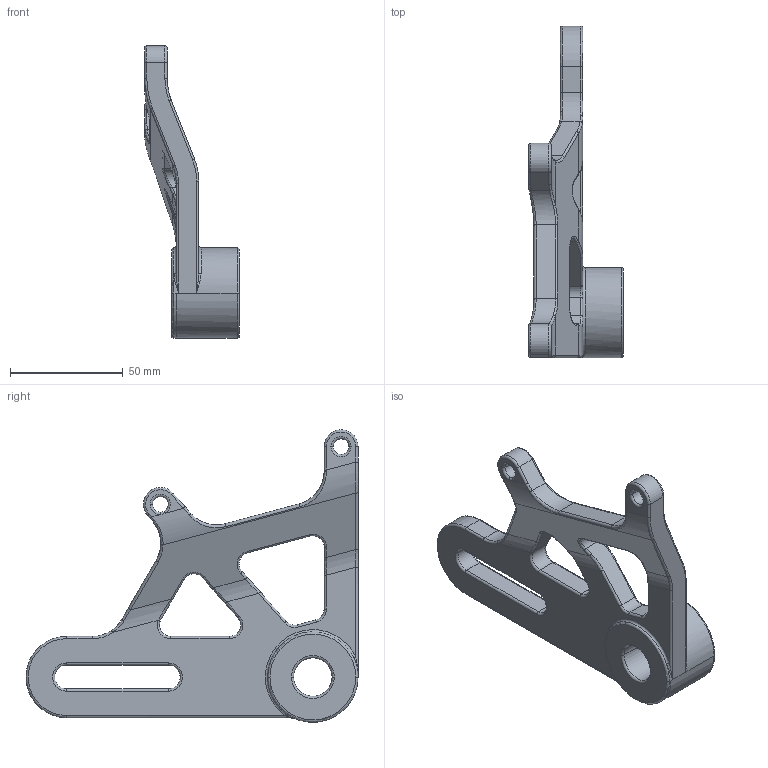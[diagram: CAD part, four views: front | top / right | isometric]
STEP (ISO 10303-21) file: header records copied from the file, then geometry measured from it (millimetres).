
FILE_DESCRIPTION(('CATIA V5 STEP Exchange','CAx-IF Rec.Pracs.--- Model Styling and Organization---1.5--- 2016-08-15','CAx-IF Rec.Pracs.---Supplemental Geometry---1.0---2011-11-01','CAx-IF Rec.Pracs.--- Composite Materials ---1.1---2010-07-15'),'2;1');
FILE_NAME('Support_etrier_v2.stp','2022-01-26T16:20:04+00:00',('none'),('none'),'CATIA Version 5-6 Release 2020 SP2','CATIA V5 STEP AP214 v2','none');
FILE_SCHEMA(('AUTOMOTIVE_DESIGN { 1 0 10303 214 1 1 1 1 }'));
Length unit declared in the file: millimetre
Products named in the file (1): Support_etrier
Bounding box: 42 x 147 x 129.5 mm (x, y, z)
Volume: 106842 mm3; surface area: 29739.4 mm2
Topology: 1 solids, 1 shells, 196 faces, 474 edges, 270 vertices
Faces by surface type: cylinder 81, bspline 48, torus 40, plane 27
Entity records: 7998 total; most frequent: CARTESIAN_POINT 3982, ORIENTED_EDGE 940, DIRECTION 591, EDGE_CURVE 470, AXIS2_PLACEMENT_3D 302, VERTEX_POINT 270, EDGE_LOOP 202, ADVANCED_FACE 196
